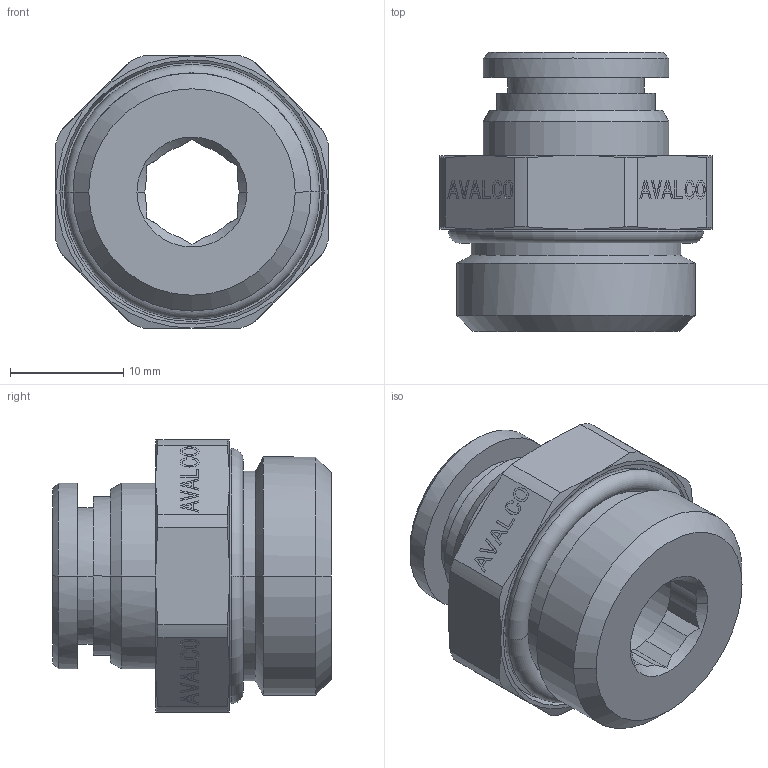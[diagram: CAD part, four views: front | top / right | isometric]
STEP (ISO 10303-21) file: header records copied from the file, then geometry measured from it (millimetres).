
FILE_DESCRIPTION(('CATIA V5 STEP Exchange'),'2;1');
FILE_NAME('PN511B-10G12.stp','2018-04-14T17:46:53+00:00',('none'),('none'),'CATIA Version 5 Release 21 GA (IN-10)','CATIA V5 STEP AP203','none');
FILE_SCHEMA(('CONFIG_CONTROL_DESIGN'));
Length unit declared in the file: millimetre
Products named in the file (1): PN511B-10G12
Bounding box: 24 x 24.6 x 24 mm (x, y, z)
Volume: 5790.9 mm3; surface area: 3813 mm2
Topology: 2 solids, 2 shells, 542 faces, 1456 edges, 958 vertices
Faces by surface type: plane 476, cone 32, cylinder 30, torus 4
Entity records: 16535 total; most frequent: CARTESIAN_POINT 3420, ORIENTED_EDGE 2912, DIRECTION 2284, EDGE_CURVE 1456, VECTOR 1302, LINE 1302, VERTEX_POINT 958, EDGE_LOOP 586
